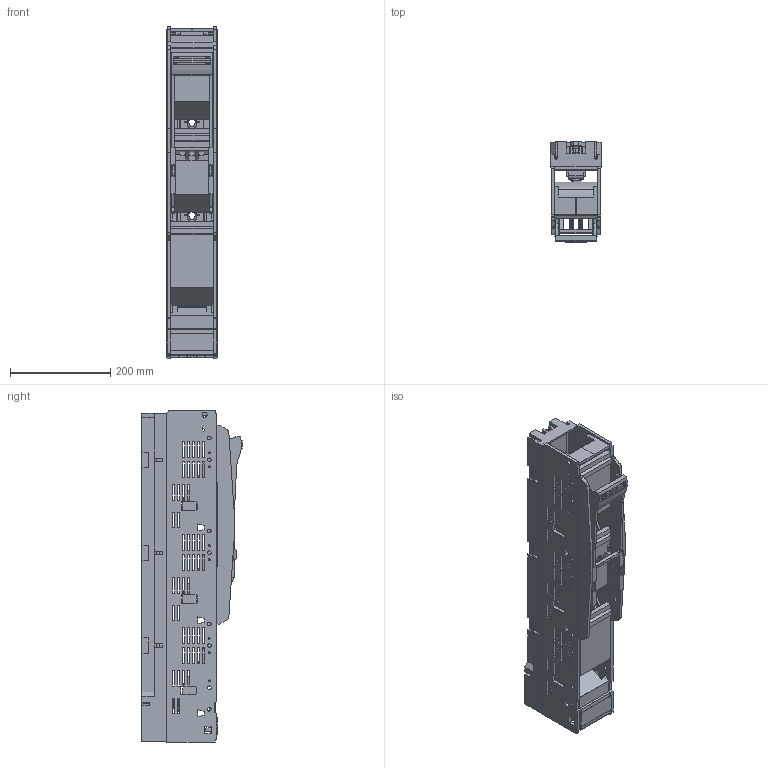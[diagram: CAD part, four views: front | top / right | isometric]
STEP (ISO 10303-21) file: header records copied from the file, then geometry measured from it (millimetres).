
FILE_DESCRIPTION(('CATIA V5 STEP'),'2;1');
FILE_NAME('L0583_NH_Wandlerlastschaltleiste_SL1_3x3_3A_W.stp','2018-09-12T05:36:20+00:00',('none'),('Jean Müller GmbH'),'CATIA Version 5 Release 19 SP 9 (IN-10)','CATIA V5 STEP AP214','none');
FILE_SCHEMA(('AUTOMOTIVE_DESIGN { 1 0 10303 214 1 1 1 1 }'));
Products named in the file (1): L0583_NH-Wandlerlastschaltleiste
Bounding box: 100 x 201.44 x 661 mm (x, y, z)
Volume: 3216856.1 mm3; surface area: 1085997.8 mm2
Topology: 14 solids, 14 shells, 2730 faces, 7293 edges, 4597 vertices
Faces by surface type: plane 2320, cylinder 260, bspline 100, cone 50
Entity records: 84306 total; most frequent: CARTESIAN_POINT 20206, ORIENTED_EDGE 14586, DIRECTION 10557, EDGE_CURVE 7293, VECTOR 5985, LINE 5985, VERTEX_POINT 4597, EDGE_LOOP 3126
